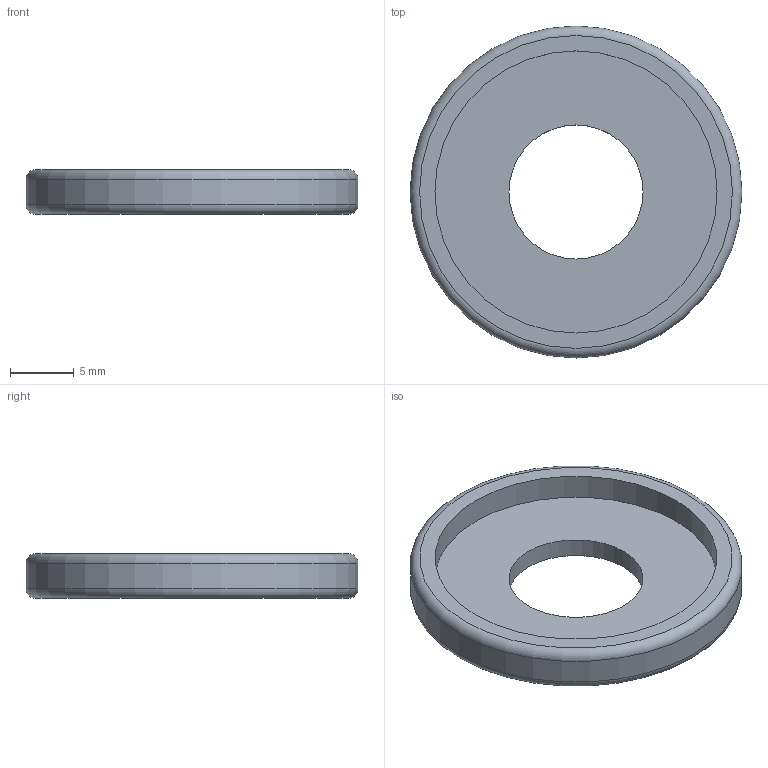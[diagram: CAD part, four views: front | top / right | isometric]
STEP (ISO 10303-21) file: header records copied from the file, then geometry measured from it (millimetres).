
FILE_DESCRIPTION(/* description */ (''),/* implementation_level */ '2;1');
FILE_NAME(/* name */ 'washersbottom.step',/* time_stamp */ '2024-09-26T22:07:54+02:00',/* author */ (''),/* organization */ (''),/* preprocessor_version */ 'ST-DEVELOPER v20',/* originating_system */ 'Autodesk Translation Framework v13.20.0.188',/* authorisation */ '');
FILE_SCHEMA (('AUTOMOTIVE_DESIGN { 1 0 10303 214 3 1 1 }'));
Length unit declared in the file: millimetre
Products named in the file (1): Scheibe Lenkgummi unten
Bounding box: 26 x 26 x 3.5 mm (x, y, z)
Volume: 941.7 mm3; surface area: 1309.8 mm2
Topology: 1 solids, 1 shells, 8 faces, 13 edges, 8 vertices
Faces by surface type: cylinder 3, plane 3, torus 2
Full cylindrical faces by diameter (mm): 10.5 x1, 22.1 x1, 26 x1
Entity records: 228 total; most frequent: DIRECTION 41, CARTESIAN_POINT 30, ORIENTED_EDGE 26, AXIS2_PLACEMENT_3D 19, EDGE_CURVE 13, EDGE_LOOP 11, CIRCLE 10, FACE_OUTER_BOUND 8
